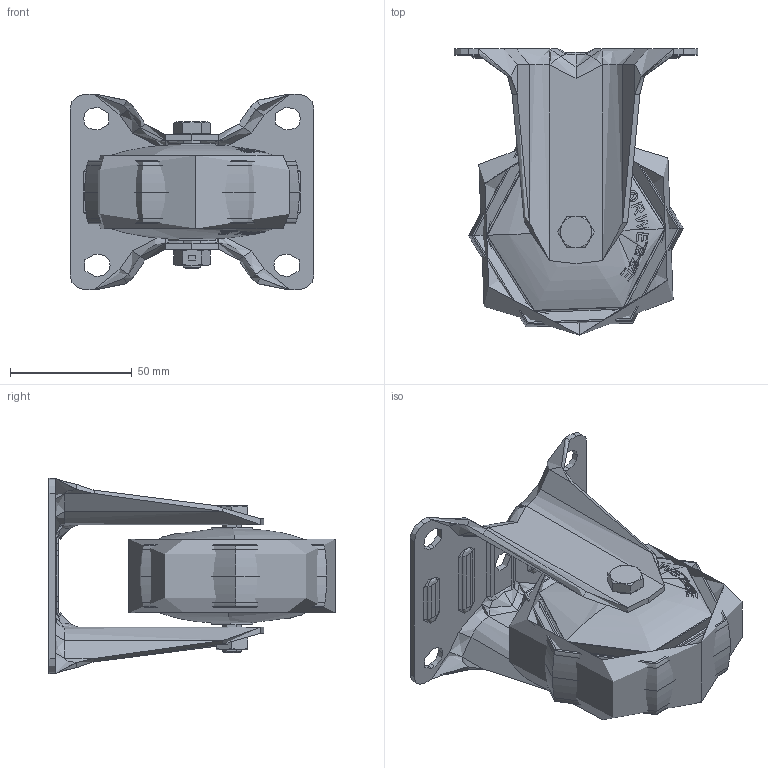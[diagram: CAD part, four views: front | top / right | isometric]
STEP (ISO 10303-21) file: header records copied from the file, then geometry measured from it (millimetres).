
FILE_DESCRIPTION (( 'STEP AP214' ), '1' );
FILE_NAME ('0055764.step', '2023-10-13T10:45:45', ( '' ), ( '' ), 'SwSTEP 2.0', 'SolidWorks 2020', '' );
FILE_SCHEMA (( 'AUTOMOTIVE_DESIGN' ));
Length unit declared in the file: millimetre
Products named in the file (1): 0055764
Bounding box: 100 x 117.22 x 80 mm (x, y, z)
Volume: 208208.2 mm3; surface area: 114841.2 mm2
Topology: 10 solids, 10 shells, 842 faces, 2050 edges, 1264 vertices
Faces by surface type: bspline 406, cylinder 128, torus 128, plane 106, cone 74
Entity records: 55438 total; most frequent: CARTESIAN_POINT 29752, ORIENTED_EDGE 4084, DIRECTION 2184, EDGE_CURVE 2042, VERTEX_POINT 1264, B_SPLINE_CURVE_WITH_KNOTS 1172, AXIS2_PLACEMENT_3D 925, EDGE_LOOP 916
